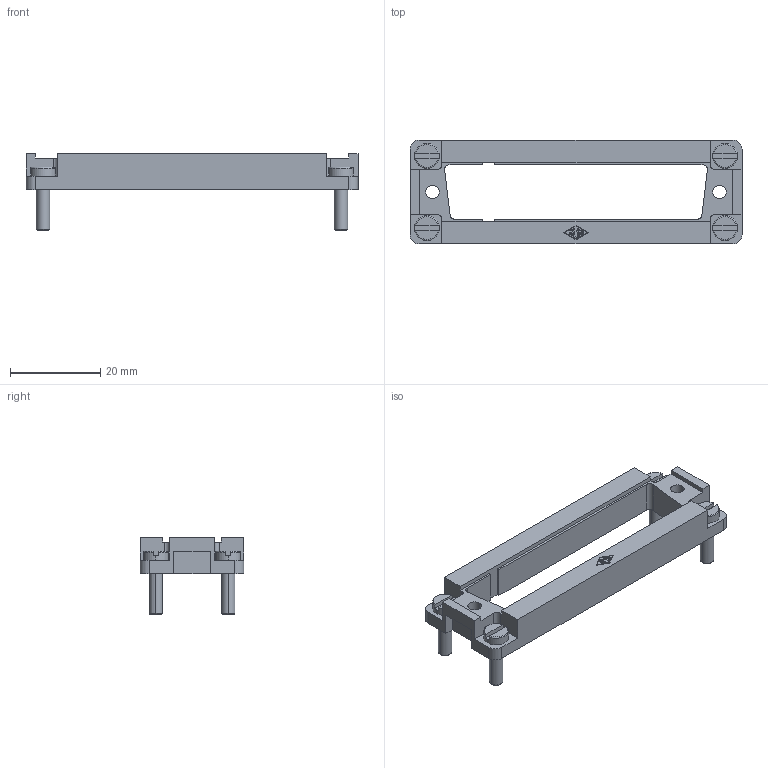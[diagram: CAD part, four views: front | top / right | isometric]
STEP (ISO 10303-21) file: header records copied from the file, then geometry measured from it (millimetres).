
FILE_DESCRIPTION((''),'2;1');
FILE_NAME('CR 37 AD.stp','2007-01-02T17:38:44',('gembarski'),(''),'Autodesk Inventor 7','Autodesk Inventor 7','');
FILE_SCHEMA(('AUTOMOTIVE_DESIGN { 1 0 10303 214 1 1 1 1 }'));
Length unit declared in the file: millimetre
Products named in the file (1): CR 37 AD
Bounding box: 73.5 x 23 x 17 mm (x, y, z)
Volume: 7084.5 mm3; surface area: 5501.1 mm2
Topology: 1 solids, 1 shells, 180 faces, 475 edges, 314 vertices
Faces by surface type: plane 104, cylinder 52, cone 8, bspline 8, torus 8
Entity records: 5748 total; most frequent: CARTESIAN_POINT 1166, ORIENTED_EDGE 950, DIRECTION 945, EDGE_CURVE 475, VECTOR 319, LINE 319, VERTEX_POINT 314, AXIS2_PLACEMENT_3D 313
